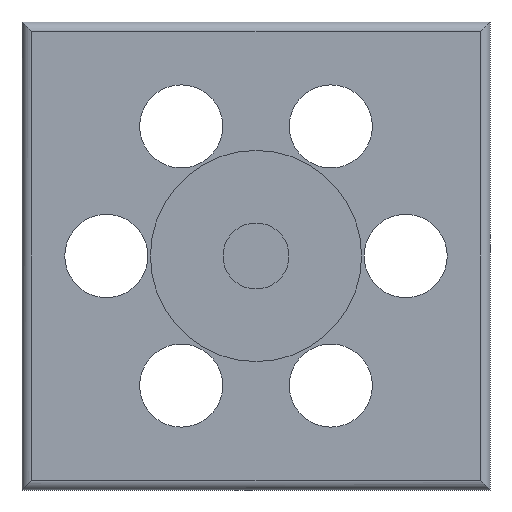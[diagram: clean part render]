
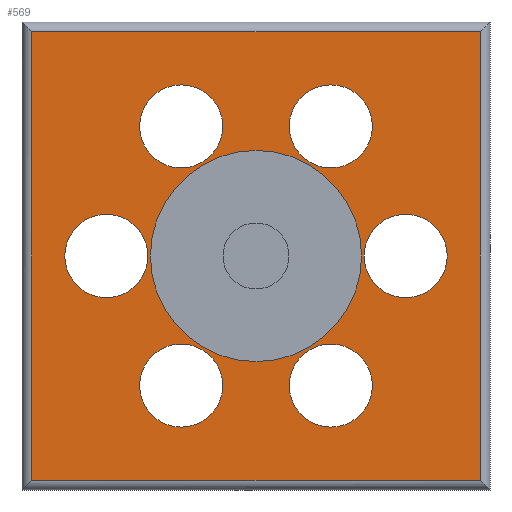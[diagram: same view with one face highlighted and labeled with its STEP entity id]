
A CAD part, front view. The second image highlights one B-rep face of the part: STEP entity #569.
In plain terms, the highlighted planar face has unit normal (0, -1, 0).
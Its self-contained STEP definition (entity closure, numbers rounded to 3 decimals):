
#24=FACE_BOUND('',#109,.T.);
#25=FACE_BOUND('',#110,.T.);
#26=FACE_BOUND('',#111,.T.);
#27=FACE_BOUND('',#112,.T.);
#28=FACE_BOUND('',#113,.T.);
#29=FACE_BOUND('',#114,.T.);
#30=FACE_BOUND('',#115,.T.);
#43=PLANE('',#646);
#73=FACE_OUTER_BOUND('',#108,.T.);
#108=EDGE_LOOP('',(#444,#445,#446,#447));
#109=EDGE_LOOP('',(#448));
#110=EDGE_LOOP('',(#449));
#111=EDGE_LOOP('',(#450));
#112=EDGE_LOOP('',(#451));
#113=EDGE_LOOP('',(#452));
#114=EDGE_LOOP('',(#453));
#115=EDGE_LOOP('',(#454));
#150=LINE('',#896,#202);
#151=LINE('',#900,#203);
#154=LINE('',#908,#206);
#156=LINE('',#912,#208);
#202=VECTOR('',#735,10.);
#203=VECTOR('',#740,10.);
#206=VECTOR('',#747,10.);
#208=VECTOR('',#753,10.);
#245=CIRCLE('',#611,5.);
#247=CIRCLE('',#614,5.);
#249=CIRCLE('',#617,5.);
#251=CIRCLE('',#620,5.);
#253=CIRCLE('',#623,5.);
#255=CIRCLE('',#626,5.);
#260=CIRCLE('',#634,12.7);
#261=VERTEX_POINT('',#840);
#263=VERTEX_POINT('',#846);
#265=VERTEX_POINT('',#852);
#267=VERTEX_POINT('',#858);
#269=VERTEX_POINT('',#864);
#271=VERTEX_POINT('',#870);
#276=VERTEX_POINT('',#885);
#279=VERTEX_POINT('',#893);
#280=VERTEX_POINT('',#895);
#281=VERTEX_POINT('',#899);
#284=VERTEX_POINT('',#907);
#309=EDGE_CURVE('',#261,#261,#245,.T.);
#312=EDGE_CURVE('',#263,#263,#247,.T.);
#315=EDGE_CURVE('',#265,#265,#249,.T.);
#318=EDGE_CURVE('',#267,#267,#251,.T.);
#321=EDGE_CURVE('',#269,#269,#253,.T.);
#324=EDGE_CURVE('',#271,#271,#255,.T.);
#332=EDGE_CURVE('',#276,#276,#260,.T.);
#335=EDGE_CURVE('',#279,#280,#150,.T.);
#337=EDGE_CURVE('',#281,#279,#151,.T.);
#341=EDGE_CURVE('',#280,#284,#154,.T.);
#344=EDGE_CURVE('',#284,#281,#156,.T.);
#444=ORIENTED_EDGE('',*,*,#335,.F.);
#445=ORIENTED_EDGE('',*,*,#337,.F.);
#446=ORIENTED_EDGE('',*,*,#344,.F.);
#447=ORIENTED_EDGE('',*,*,#341,.F.);
#448=ORIENTED_EDGE('',*,*,#309,.T.);
#449=ORIENTED_EDGE('',*,*,#312,.T.);
#450=ORIENTED_EDGE('',*,*,#315,.T.);
#451=ORIENTED_EDGE('',*,*,#318,.T.);
#452=ORIENTED_EDGE('',*,*,#321,.T.);
#453=ORIENTED_EDGE('',*,*,#324,.T.);
#454=ORIENTED_EDGE('',*,*,#332,.T.);
#569=ADVANCED_FACE('',(#73,#24,#25,#26,#27,#28,#29,#30),#43,.F.);
#611=AXIS2_PLACEMENT_3D('',#841,#672,#673);
#614=AXIS2_PLACEMENT_3D('',#847,#679,#680);
#617=AXIS2_PLACEMENT_3D('',#853,#686,#687);
#620=AXIS2_PLACEMENT_3D('',#859,#693,#694);
#623=AXIS2_PLACEMENT_3D('',#865,#700,#701);
#626=AXIS2_PLACEMENT_3D('',#871,#707,#708);
#634=AXIS2_PLACEMENT_3D('',#887,#726,#727);
#646=AXIS2_PLACEMENT_3D('',#923,#763,#764);
#672=DIRECTION('center_axis',(0.,1.,0.));
#673=DIRECTION('ref_axis',(1.,0.,0.));
#679=DIRECTION('center_axis',(0.,1.,0.));
#680=DIRECTION('ref_axis',(1.,0.,0.));
#686=DIRECTION('center_axis',(0.,1.,0.));
#687=DIRECTION('ref_axis',(1.,0.,0.));
#693=DIRECTION('center_axis',(0.,1.,0.));
#694=DIRECTION('ref_axis',(1.,0.,0.));
#700=DIRECTION('center_axis',(0.,1.,0.));
#701=DIRECTION('ref_axis',(1.,0.,0.));
#707=DIRECTION('center_axis',(0.,1.,0.));
#708=DIRECTION('ref_axis',(1.,0.,0.));
#726=DIRECTION('center_axis',(0.,1.,0.));
#727=DIRECTION('ref_axis',(1.,0.,0.));
#735=DIRECTION('',(0.,0.,1.));
#740=DIRECTION('',(-1.,0.,0.));
#747=DIRECTION('',(1.,0.,0.));
#753=DIRECTION('',(0.,0.,-1.));
#763=DIRECTION('center_axis',(0.,1.,0.));
#764=DIRECTION('ref_axis',(0.,0.,1.));
#840=CARTESIAN_POINT('',(-14.,0.,-15.588));
#841=CARTESIAN_POINT('Origin',(-9.,0.,-15.588));
#846=CARTESIAN_POINT('',(-14.,0.,15.588));
#847=CARTESIAN_POINT('Origin',(-9.,0.,15.588));
#852=CARTESIAN_POINT('',(13.,0.,0.));
#853=CARTESIAN_POINT('Origin',(18.,0.,0.));
#858=CARTESIAN_POINT('',(4.,0.,-15.588));
#859=CARTESIAN_POINT('Origin',(9.,0.,-15.588));
#864=CARTESIAN_POINT('',(-23.,0.,0.));
#865=CARTESIAN_POINT('Origin',(-18.,0.,0.));
#870=CARTESIAN_POINT('',(4.,0.,15.588));
#871=CARTESIAN_POINT('Origin',(9.,0.,15.588));
#885=CARTESIAN_POINT('',(-12.7,0.,0.));
#887=CARTESIAN_POINT('Origin',(0.,0.,0.));
#893=CARTESIAN_POINT('',(-26.945,0.,-26.945));
#895=CARTESIAN_POINT('',(-26.945,0.,26.945));
#896=CARTESIAN_POINT('',(-26.945,0.,-14.072));
#899=CARTESIAN_POINT('',(26.945,0.,-26.945));
#900=CARTESIAN_POINT('',(14.072,0.,-26.945));
#907=CARTESIAN_POINT('',(26.945,0.,26.945));
#908=CARTESIAN_POINT('',(-14.072,0.,26.945));
#912=CARTESIAN_POINT('',(26.945,0.,14.072));
#923=CARTESIAN_POINT('Origin',(0.,0.,0.));
